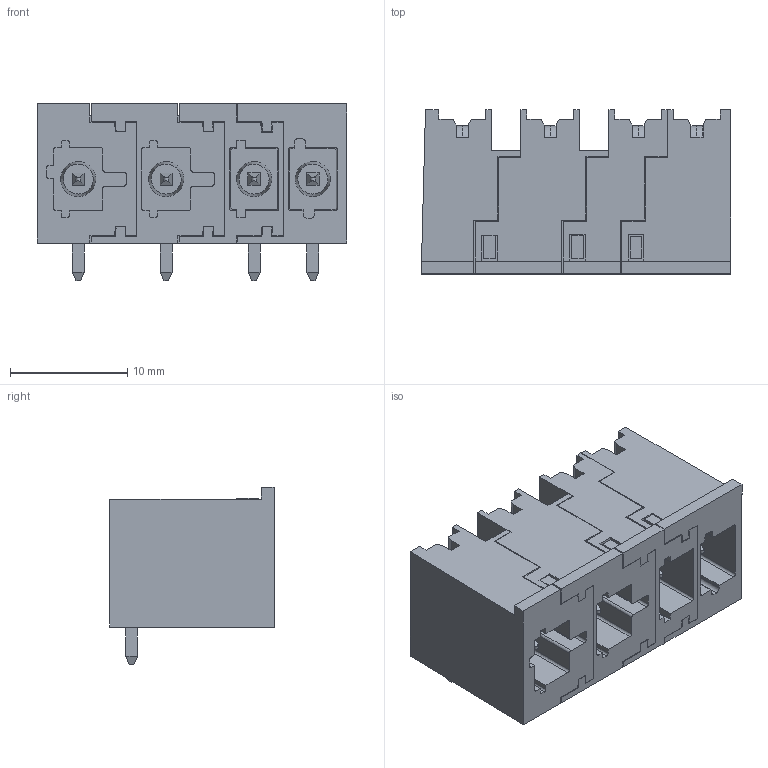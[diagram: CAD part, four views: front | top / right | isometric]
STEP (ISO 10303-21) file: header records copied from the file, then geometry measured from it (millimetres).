
FILE_DESCRIPTION(('CATIA V5 STEP Exchange','CAx-IF Rec.Pracs.--- Model Styling and Organization---1.4--- 2014-01-23'),'2;1');
FILE_NAME ('1361751-2_0', '2021-10-26T11:21:24+00:00', ('none'), ('Weidmueller'), 'CATIA Version 5-6 Release 2016 SP3 HF44', 'CATIA V5 STEP AP214', 'none');
FILE_SCHEMA(('AUTOMOTIVE_DESIGN { 1 0 10303 214 1 1 1 1 }'));
Length unit declared in the file: millimetre
Products named in the file (1): 8000078335
Bounding box: 26.4 x 14 x 15.1 mm (x, y, z)
Volume: 2773.1 mm3; surface area: 4573.2 mm2
Topology: 8 solids, 8 shells, 472 faces, 1326 edges, 877 vertices
Faces by surface type: plane 402, extrusion 24, cylinder 22, revolution 16, cone 8
Entity records: 15806 total; most frequent: CARTESIAN_POINT 3730, ORIENTED_EDGE 2652, DIRECTION 2144, EDGE_CURVE 1326, VECTOR 1206, LINE 1182, VERTEX_POINT 877, EDGE_LOOP 499
